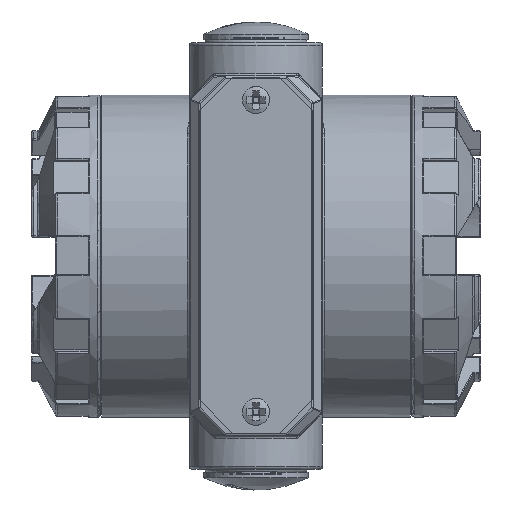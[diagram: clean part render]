
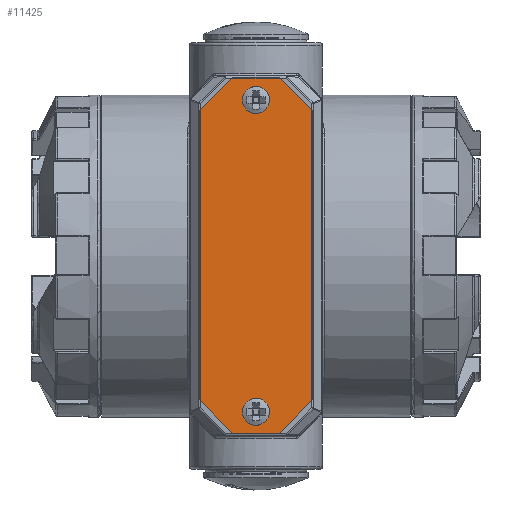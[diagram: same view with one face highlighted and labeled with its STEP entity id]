
A CAD part, top view. The second image highlights one B-rep face of the part: STEP entity #11425.
In plain terms, the highlighted planar face has unit normal (0, 0, 1).
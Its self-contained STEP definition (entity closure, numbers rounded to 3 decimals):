
#11425=ADVANCED_FACE('',(#35986,#35988,#35990),#35992,.T.);
#35986=FACE_BOUND('',#35987,.T.);
#35987=EDGE_LOOP('',(#54916,#54917,#54918,#54919,#54920,#54921,#54922,#54923));
#35988=FACE_BOUND('',#35989,.T.);
#35989=EDGE_LOOP('',(#54924));
#35990=FACE_BOUND('',#35991,.T.);
#35991=EDGE_LOOP('',(#54925));
#35992=PLANE('',#35993);
#35993=AXIS2_PLACEMENT_3D('',#35994,#35995,#35996);
#35994=CARTESIAN_POINT('',(0.,0.,0.3));
#35995=DIRECTION('',(0.,0.,1.));
#35996=DIRECTION('',(-1.,0.,0.));
#54916=ORIENTED_EDGE('',*,*,#59322,.T.);
#54917=ORIENTED_EDGE('',*,*,#59323,.T.);
#54918=ORIENTED_EDGE('',*,*,#59324,.T.);
#54919=ORIENTED_EDGE('',*,*,#59325,.T.);
#54920=ORIENTED_EDGE('',*,*,#59326,.T.);
#54921=ORIENTED_EDGE('',*,*,#59327,.T.);
#54922=ORIENTED_EDGE('',*,*,#59328,.T.);
#54923=ORIENTED_EDGE('',*,*,#59329,.T.);
#54924=ORIENTED_EDGE('',*,*,#59330,.T.);
#54925=ORIENTED_EDGE('',*,*,#59331,.T.);
#59322=EDGE_CURVE('',#63915,#63916,#63917,.T.);
#59323=EDGE_CURVE('',#63916,#63918,#63919,.T.);
#59324=EDGE_CURVE('',#63918,#63920,#63921,.T.);
#59325=EDGE_CURVE('',#63920,#63922,#63923,.T.);
#59326=EDGE_CURVE('',#63922,#63924,#63925,.T.);
#59327=EDGE_CURVE('',#63924,#63926,#63927,.T.);
#59328=EDGE_CURVE('',#63926,#63928,#63929,.T.);
#59329=EDGE_CURVE('',#63928,#63915,#63930,.T.);
#59330=EDGE_CURVE('',#63931,#63931,#63932,.F.);
#59331=EDGE_CURVE('',#63933,#63933,#63934,.F.);
#63915=VERTEX_POINT('',#79975);
#63916=VERTEX_POINT('',#79976);
#63917=LINE('',#79977,#79978);
#63918=VERTEX_POINT('',#79980);
#63919=LINE('',#79981,#79982);
#63920=VERTEX_POINT('',#79984);
#63921=LINE('',#79985,#79986);
#63922=VERTEX_POINT('',#79988);
#63923=LINE('',#79989,#79990);
#63924=VERTEX_POINT('',#79992);
#63925=LINE('',#79993,#79994);
#63926=VERTEX_POINT('',#79996);
#63927=LINE('',#79997,#79998);
#63928=VERTEX_POINT('',#80000);
#63929=LINE('',#80001,#80002);
#63930=LINE('',#80004,#80005);
#63931=VERTEX_POINT('',#80007);
#63932=CIRCLE('',#80008,1.75);
#63933=VERTEX_POINT('',#80012);
#63934=CIRCLE('',#80013,1.75);
#79975=CARTESIAN_POINT('',(5.,37.5,0.3));
#79976=CARTESIAN_POINT('',(-5.,37.5,0.3));
#79977=CARTESIAN_POINT('',(5.,37.5,0.3));
#79978=VECTOR('',#79979,1.);
#79979=DIRECTION('',(-1.,0.,0.));
#79980=CARTESIAN_POINT('',(-12.,30.5,0.3));
#79981=CARTESIAN_POINT('',(-5.,37.5,0.3));
#79982=VECTOR('',#79983,1.);
#79983=DIRECTION('',(-0.707,-0.707,0.));
#79984=CARTESIAN_POINT('',(-12.,-30.5,0.3));
#79985=CARTESIAN_POINT('',(-12.,30.5,0.3));
#79986=VECTOR('',#79987,1.);
#79987=DIRECTION('',(0.,-1.,0.));
#79988=CARTESIAN_POINT('',(-5.,-37.5,0.3));
#79989=CARTESIAN_POINT('',(-12.,-30.5,0.3));
#79990=VECTOR('',#79991,1.);
#79991=DIRECTION('',(0.707,-0.707,0.));
#79992=CARTESIAN_POINT('',(5.,-37.5,0.3));
#79993=CARTESIAN_POINT('',(-5.,-37.5,0.3));
#79994=VECTOR('',#79995,1.);
#79995=DIRECTION('',(1.,0.,0.));
#79996=CARTESIAN_POINT('',(12.,-30.5,0.3));
#79997=CARTESIAN_POINT('',(5.,-37.5,0.3));
#79998=VECTOR('',#79999,1.);
#79999=DIRECTION('',(0.707,0.707,0.));
#80000=CARTESIAN_POINT('',(12.,30.5,0.3));
#80001=CARTESIAN_POINT('',(12.,-30.5,0.3));
#80002=VECTOR('',#80003,1.);
#80003=DIRECTION('',(0.,1.,0.));
#80004=CARTESIAN_POINT('',(12.,30.5,0.3));
#80005=VECTOR('',#80006,1.);
#80006=DIRECTION('',(-0.707,0.707,0.));
#80007=CARTESIAN_POINT('',(-1.75,-33.,0.3));
#80008=AXIS2_PLACEMENT_3D('',#80009,#80010,#80011);
#80009=CARTESIAN_POINT('',(0.,-33.,0.3));
#80010=DIRECTION('',(0.,0.,1.));
#80011=DIRECTION('',(-1.,0.,0.));
#80012=CARTESIAN_POINT('',(-1.75,33.,0.3));
#80013=AXIS2_PLACEMENT_3D('',#80014,#80015,#80016);
#80014=CARTESIAN_POINT('',(0.,33.,0.3));
#80015=DIRECTION('',(0.,0.,1.));
#80016=DIRECTION('',(-1.,0.,0.));
